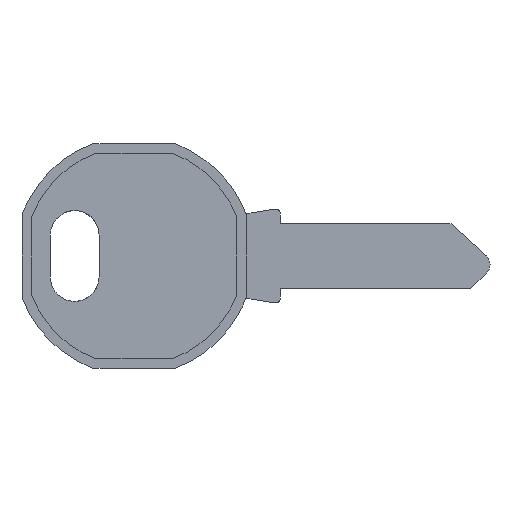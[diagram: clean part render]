
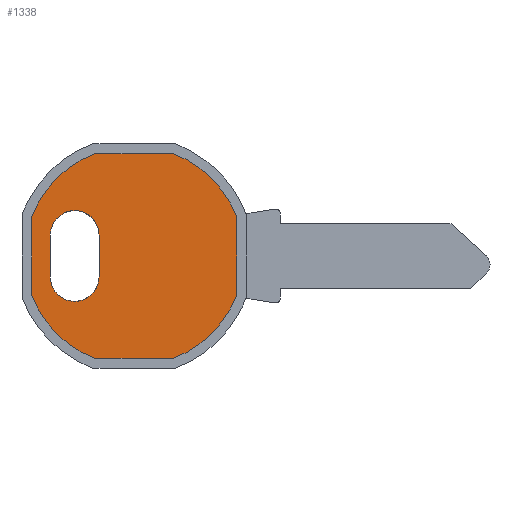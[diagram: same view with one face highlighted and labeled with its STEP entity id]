
A CAD part, front view. The second image highlights one B-rep face of the part: STEP entity #1338.
In plain terms, the highlighted free-form (B-spline) face has degree [1, 1] with [2, 2] control points.
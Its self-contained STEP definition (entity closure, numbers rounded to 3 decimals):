
#961=CARTESIAN_POINT('',(22.,-2.4,4.039));
#962=VERTEX_POINT('',#961);
#968=CARTESIAN_POINT('',(22.,-2.4,-4.039));
#969=VERTEX_POINT('',#968);
#970=CARTESIAN_POINT('',(22.,-2.4,-4.039));
#971=CARTESIAN_POINT('',(22.,-2.4,4.039));
#972=QUASI_UNIFORM_CURVE('',1,(#970,#971),.UNSPECIFIED.,.F.,.U.);
#973=EDGE_CURVE('',#969,#962,#972,.T.);
#1013=CARTESIAN_POINT('',(15.539,-2.4,-10.5));
#1014=VERTEX_POINT('',#1013);
#1015=CARTESIAN_POINT('',(15.539,-2.4,-10.5));
#1016=CARTESIAN_POINT('',(20.205,-2.4,-8.705));
#1017=CARTESIAN_POINT('',(22.,-2.4,-4.039));
#1025=(BOUNDED_CURVE()B_SPLINE_CURVE(2,(#1015,#1016,#1017),.UNSPECIFIED.,.F.,.U.)CURVE()GEOMETRIC_REPRESENTATION_ITEM()QUASI_UNIFORM_CURVE()RATIONAL_B_SPLINE_CURVE((1.0,0.914,1.0))REPRESENTATION_ITEM(''));
#1026=EDGE_CURVE('',#1014,#969,#1025,.T.);
#1049=CARTESIAN_POINT('',(7.461,-2.4,-10.5));
#1050=VERTEX_POINT('',#1049);
#1051=CARTESIAN_POINT('',(7.461,-2.4,-10.5));
#1052=CARTESIAN_POINT('',(15.539,-2.4,-10.5));
#1053=QUASI_UNIFORM_CURVE('',1,(#1051,#1052),.UNSPECIFIED.,.F.,.U.);
#1054=EDGE_CURVE('',#1050,#1014,#1053,.T.);
#1094=CARTESIAN_POINT('',(1.0,-2.4,-4.039));
#1095=VERTEX_POINT('',#1094);
#1096=CARTESIAN_POINT('',(1.,-2.4,-4.039));
#1097=CARTESIAN_POINT('',(2.795,-2.4,-8.705));
#1098=CARTESIAN_POINT('',(7.461,-2.4,-10.5));
#1106=(BOUNDED_CURVE()B_SPLINE_CURVE(2,(#1096,#1097,#1098),.UNSPECIFIED.,.F.,.U.)CURVE()GEOMETRIC_REPRESENTATION_ITEM()QUASI_UNIFORM_CURVE()RATIONAL_B_SPLINE_CURVE((1.0,0.914,1.0))REPRESENTATION_ITEM(''));
#1107=EDGE_CURVE('',#1095,#1050,#1106,.T.);
#1130=CARTESIAN_POINT('',(1.0,-2.4,4.039));
#1131=VERTEX_POINT('',#1130);
#1132=CARTESIAN_POINT('',(1.0,-2.4,4.039));
#1133=CARTESIAN_POINT('',(1.0,-2.4,-4.039));
#1134=QUASI_UNIFORM_CURVE('',1,(#1132,#1133),.UNSPECIFIED.,.F.,.U.);
#1135=EDGE_CURVE('',#1131,#1095,#1134,.T.);
#1175=CARTESIAN_POINT('',(7.461,-2.4,10.5));
#1176=VERTEX_POINT('',#1175);
#1177=CARTESIAN_POINT('',(7.461,-2.4,10.5));
#1178=CARTESIAN_POINT('',(2.795,-2.4,8.705));
#1179=CARTESIAN_POINT('',(1.0,-2.4,4.039));
#1187=(BOUNDED_CURVE()B_SPLINE_CURVE(2,(#1177,#1178,#1179),.UNSPECIFIED.,.F.,.U.)CURVE()GEOMETRIC_REPRESENTATION_ITEM()QUASI_UNIFORM_CURVE()RATIONAL_B_SPLINE_CURVE((1.0,0.914,1.0))REPRESENTATION_ITEM(''));
#1188=EDGE_CURVE('',#1176,#1131,#1187,.T.);
#1211=CARTESIAN_POINT('',(15.539,-2.4,10.5));
#1212=VERTEX_POINT('',#1211);
#1213=CARTESIAN_POINT('',(15.539,-2.4,10.5));
#1214=CARTESIAN_POINT('',(7.461,-2.4,10.5));
#1215=QUASI_UNIFORM_CURVE('',1,(#1213,#1214),.UNSPECIFIED.,.F.,.U.);
#1216=EDGE_CURVE('',#1212,#1176,#1215,.T.);
#1254=CARTESIAN_POINT('',(22.,-2.4,4.039));
#1255=CARTESIAN_POINT('',(20.205,-2.4,8.705));
#1256=CARTESIAN_POINT('',(15.539,-2.4,10.5));
#1264=(BOUNDED_CURVE()B_SPLINE_CURVE(2,(#1254,#1255,#1256),.UNSPECIFIED.,.F.,.U.)CURVE()GEOMETRIC_REPRESENTATION_ITEM()QUASI_UNIFORM_CURVE()RATIONAL_B_SPLINE_CURVE((1.0,0.914,1.0))REPRESENTATION_ITEM(''));
#1265=EDGE_CURVE('',#962,#1212,#1264,.T.);
#1271=CARTESIAN_POINT('',(-0.049,-2.4,11.549));
#1272=CARTESIAN_POINT('',(23.049,-2.4,11.549));
#1273=CARTESIAN_POINT('',(-0.049,-2.4,-11.549));
#1274=CARTESIAN_POINT('',(23.049,-2.4,-11.549));
#1275=B_SPLINE_SURFACE_WITH_KNOTS('',1,1,((#1271,#1273),(#1272,#1274)),.UNSPECIFIED.,.F.,.F.,.U.,(2,2),(2,2),(0.0,23.098),(0.0,23.098),.UNSPECIFIED.);
#1276=ORIENTED_EDGE('',*,*,#1265,.T.);
#1277=ORIENTED_EDGE('',*,*,#1216,.T.);
#1278=ORIENTED_EDGE('',*,*,#1188,.T.);
#1279=ORIENTED_EDGE('',*,*,#1135,.T.);
#1280=ORIENTED_EDGE('',*,*,#1107,.T.);
#1281=ORIENTED_EDGE('',*,*,#1054,.T.);
#1282=ORIENTED_EDGE('',*,*,#1026,.T.);
#1283=ORIENTED_EDGE('',*,*,#973,.T.);
#1284=EDGE_LOOP('',(#1276,#1277,#1278,#1279,#1280,#1281,#1282,#1283));
#1285=FACE_OUTER_BOUND('',#1284,.T.);
#1286=CARTESIAN_POINT('',(7.9,-2.4,2.15));
#1287=VERTEX_POINT('',#1286);
#1288=CARTESIAN_POINT('',(7.9,-2.4,-2.15));
#1289=VERTEX_POINT('',#1288);
#1290=CARTESIAN_POINT('',(7.9,-2.4,2.15));
#1291=CARTESIAN_POINT('',(7.9,-2.4,-2.15));
#1292=QUASI_UNIFORM_CURVE('',1,(#1290,#1291),.UNSPECIFIED.,.F.,.U.);
#1293=EDGE_CURVE('',#1287,#1289,#1292,.T.);
#1294=ORIENTED_EDGE('',*,*,#1293,.T.);
#1295=CARTESIAN_POINT('',(2.9,-2.4,-2.15));
#1296=VERTEX_POINT('',#1295);
#1297=CARTESIAN_POINT('',(7.9,-2.4,-2.15));
#1298=CARTESIAN_POINT('',(7.9,-2.4,-3.593));
#1299=CARTESIAN_POINT('',(6.65,-2.4,-4.315));
#1300=CARTESIAN_POINT('',(5.4,-2.4,-5.037));
#1301=CARTESIAN_POINT('',(4.15,-2.4,-4.315));
#1302=CARTESIAN_POINT('',(2.9,-2.4,-3.593));
#1303=CARTESIAN_POINT('',(2.9,-2.4,-2.15));
#1311=(BOUNDED_CURVE()B_SPLINE_CURVE(2,(#1297,#1298,#1299,#1300,#1301,#1302,#1303),.UNSPECIFIED.,.F.,.U.)B_SPLINE_CURVE_WITH_KNOTS((3,2,2,3),(0.0,0.333,0.667,1.0),.UNSPECIFIED.)CURVE()GEOMETRIC_REPRESENTATION_ITEM()RATIONAL_B_SPLINE_CURVE((1.0,0.866,1.0,0.866,1.0,0.866,1.0))REPRESENTATION_ITEM(''));
#1312=EDGE_CURVE('',#1289,#1296,#1311,.T.);
#1313=ORIENTED_EDGE('',*,*,#1312,.T.);
#1314=CARTESIAN_POINT('',(2.9,-2.4,2.15));
#1315=VERTEX_POINT('',#1314);
#1316=CARTESIAN_POINT('',(2.9,-2.4,-2.15));
#1317=CARTESIAN_POINT('',(2.9,-2.4,2.15));
#1318=QUASI_UNIFORM_CURVE('',1,(#1316,#1317),.UNSPECIFIED.,.F.,.U.);
#1319=EDGE_CURVE('',#1296,#1315,#1318,.T.);
#1320=ORIENTED_EDGE('',*,*,#1319,.T.);
#1321=CARTESIAN_POINT('',(2.9,-2.4,2.15));
#1322=CARTESIAN_POINT('',(2.9,-2.4,4.65));
#1323=CARTESIAN_POINT('',(5.4,-2.4,4.65));
#1324=CARTESIAN_POINT('',(7.9,-2.4,4.65));
#1325=CARTESIAN_POINT('',(7.9,-2.4,2.15));
#1333=(BOUNDED_CURVE()B_SPLINE_CURVE(2,(#1321,#1322,#1323,#1324,#1325),.UNSPECIFIED.,.F.,.U.)B_SPLINE_CURVE_WITH_KNOTS((3,2,3),(0.0,0.5,1.0),.UNSPECIFIED.)CURVE()GEOMETRIC_REPRESENTATION_ITEM()RATIONAL_B_SPLINE_CURVE((1.0,0.707,1.0,0.707,1.0))REPRESENTATION_ITEM(''));
#1334=EDGE_CURVE('',#1315,#1287,#1333,.T.);
#1335=ORIENTED_EDGE('',*,*,#1334,.T.);
#1336=EDGE_LOOP('',(#1294,#1313,#1320,#1335));
#1337=FACE_BOUND('',#1336,.T.);
#1338=ADVANCED_FACE('',(#1285,#1337),#1275,.F.);
